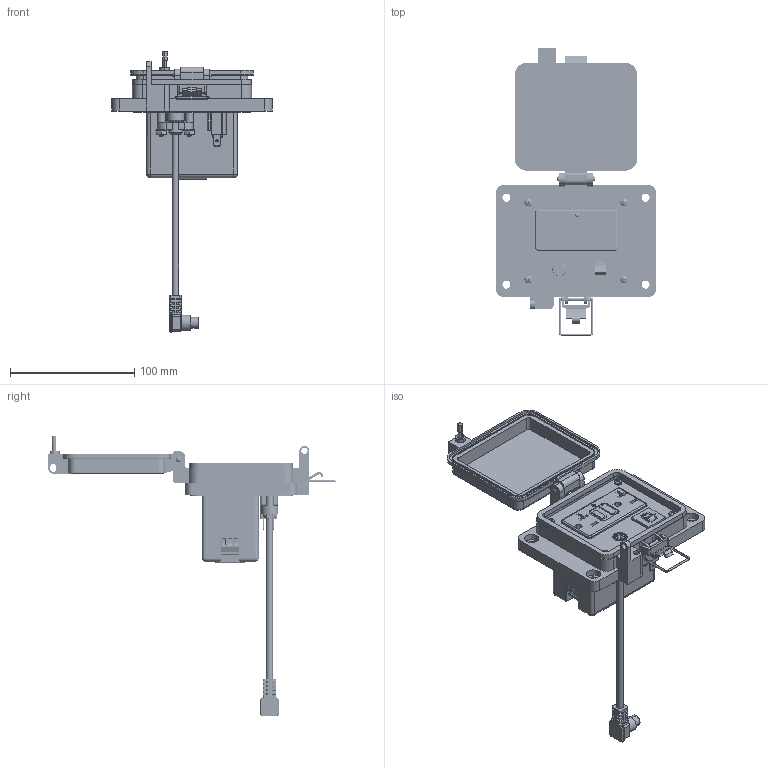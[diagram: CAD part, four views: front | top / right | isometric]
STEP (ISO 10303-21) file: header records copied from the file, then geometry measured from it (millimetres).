
FILE_DESCRIPTION (( 'STEP AP214' ), '1' );
FILE_NAME ('P-A14-K3RF3_3D.STEP', '2017-12-04T20:31:07', ( '' ), ( '' ), 'SwSTEP 2.0', 'SolidWorks 2017', '' );
FILE_SCHEMA (( 'AUTOMOTIVE_DESIGN' ));
Length unit declared in the file: millimetre
Products named in the file (14): P-A14-K3RF3_BP180; P-A14-K3RF3_3D; 92005A124_METRIC PAN HEAD PHILLIPS MACHINE SCREW_92005A124; Z-H-K3_B; Z-CB-SM; RF; Z-200-OTLT-RIOF_RF; Z_002_632516HN_90675A007; Z_001_SPR1_94639A306; P-A14-K3RF3_TP240; P-A14-K3RF3_FP060; A14; Z-020-1013; Z_000_632112FH_90273A157
Assembly tree (19 placements, depth 3):
  P-A14-K3RF3_3D
    P-A14-K3RF3_BP180
    Z_000_632112FH_90273A157  x2
    A14
      Z-020-1013
    P-A14-K3RF3_FP060
    P-A14-K3RF3_TP240
    Z_001_SPR1_94639A306  x2
    Z_002_632516HN_90675A007  x2
    RF
      Z-200-OTLT-RIOF_RF
    Z-CB-SM
    Z-H-K3_B
    92005A124_METRIC PAN HEAD PHILLIPS MACHINE SCREW_92005A124  x4
Bounding box: 129 x 231.28 x 226.01 mm (x, y, z)
Volume: 292324.8 mm3; surface area: 168548.3 mm2
Topology: 30 solids, 30 shells, 3357 faces, 9335 edges, 6128 vertices
Faces by surface type: cylinder 1498, plane 1479, bspline 162, cone 141, sphere 42, torus 35
Entity records: 117478 total; most frequent: CARTESIAN_POINT 30808, ORIENTED_EDGE 14142, DIRECTION 12292, EDGE_CURVE 7071, VERTEX_POINT 4643, VECTOR 4442, LINE 4442, AXIS2_PLACEMENT_3D 3925
